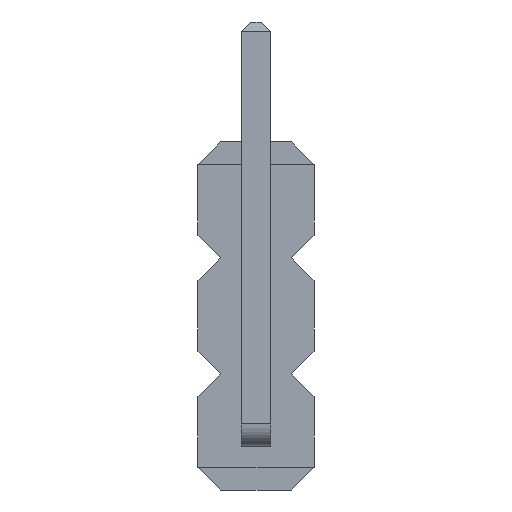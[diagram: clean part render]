
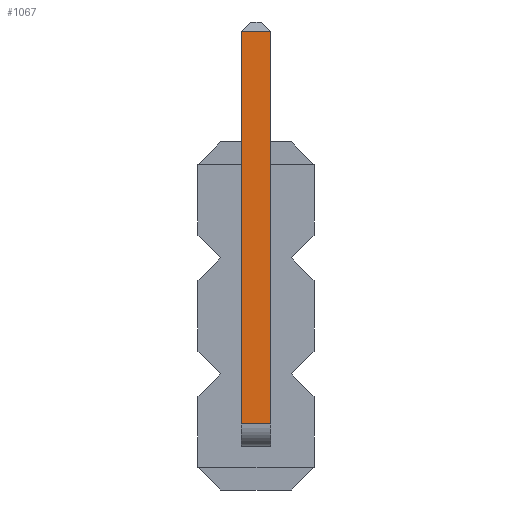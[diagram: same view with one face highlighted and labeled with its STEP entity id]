
A CAD part, left-side view. The second image highlights one B-rep face of the part: STEP entity #1067.
In plain terms, the highlighted planar face has unit normal (-1, 0, 0).
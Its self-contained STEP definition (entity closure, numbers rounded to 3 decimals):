
#48 = EDGE_LOOP ( 'NONE', ( #2073, #2260, #2158, #587 ) ) ;
#529 = VERTEX_POINT ( 'NONE', #3092 ) ;
#587 = ORIENTED_EDGE ( 'NONE', *, *, #2430, .T. ) ;
#590 = VECTOR ( 'NONE', #2828, 1000. ) ;
#629 = VERTEX_POINT ( 'NONE', #1269 ) ;
#733 = AXIS2_PLACEMENT_3D ( 'NONE', #928, #2776, #1531 ) ;
#742 = DIRECTION ( 'NONE',  ( 0., 0., 1. ) ) ;
#928 = CARTESIAN_POINT ( 'NONE',  ( -8.05, 0.64, 6.434 ) ) ;
#1066 = VERTEX_POINT ( 'NONE', #3104 ) ;
#1067 = ADVANCED_FACE ( 'NONE', ( #2152 ), #1836, .F. ) ;
#1214 = DIRECTION ( 'NONE',  ( 0., 1., 0. ) ) ;
#1247 = EDGE_CURVE ( 'NONE', #529, #2658, #3787, .T. ) ;
#1269 = CARTESIAN_POINT ( 'NONE',  ( -8.05, 0.64, 6.234 ) ) ;
#1483 = EDGE_CURVE ( 'NONE', #1066, #629, #3766, .T. ) ;
#1531 = DIRECTION ( 'NONE',  ( 0., 0., -1. ) ) ;
#1538 = LINE ( 'NONE', #2801, #3585 ) ;
#1836 = PLANE ( 'NONE',  #733 ) ;
#1870 = EDGE_CURVE ( 'NONE', #2658, #629, #1538, .T. ) ;
#1927 = CARTESIAN_POINT ( 'NONE',  ( -8.05, 0., 6.434 ) ) ;
#1943 = DIRECTION ( 'NONE',  ( 0., 0., 1. ) ) ;
#2073 = ORIENTED_EDGE ( 'NONE', *, *, #1247, .T. ) ;
#2152 = FACE_OUTER_BOUND ( 'NONE', #48, .T. ) ;
#2158 = ORIENTED_EDGE ( 'NONE', *, *, #1483, .F. ) ;
#2260 = ORIENTED_EDGE ( 'NONE', *, *, #1870, .T. ) ;
#2430 = EDGE_CURVE ( 'NONE', #1066, #529, #2744, .T. ) ;
#2658 = VERTEX_POINT ( 'NONE', #3002 ) ;
#2744 = LINE ( 'NONE', #3382, #590 ) ;
#2776 = DIRECTION ( 'NONE',  ( 1., 0., 0. ) ) ;
#2801 = CARTESIAN_POINT ( 'NONE',  ( -8.05, 0.64, 6.234 ) ) ;
#2828 = DIRECTION ( 'NONE',  ( 0., -1., 0. ) ) ;
#2848 = CARTESIAN_POINT ( 'NONE',  ( -8.05, 0.64, 6.434 ) ) ;
#2991 = VECTOR ( 'NONE', #742, 1000. ) ;
#3002 = CARTESIAN_POINT ( 'NONE',  ( -8.05, 0., 6.234 ) ) ;
#3092 = CARTESIAN_POINT ( 'NONE',  ( -8.05, 0., -2.36 ) ) ;
#3104 = CARTESIAN_POINT ( 'NONE',  ( -8.05, 0.64, -2.36 ) ) ;
#3382 = CARTESIAN_POINT ( 'NONE',  ( -8.05, 0.64, -2.36 ) ) ;
#3585 = VECTOR ( 'NONE', #1214, 1000. ) ;
#3766 = LINE ( 'NONE', #2848, #3864 ) ;
#3787 = LINE ( 'NONE', #1927, #2991 ) ;
#3864 = VECTOR ( 'NONE', #1943, 1000. ) ;
